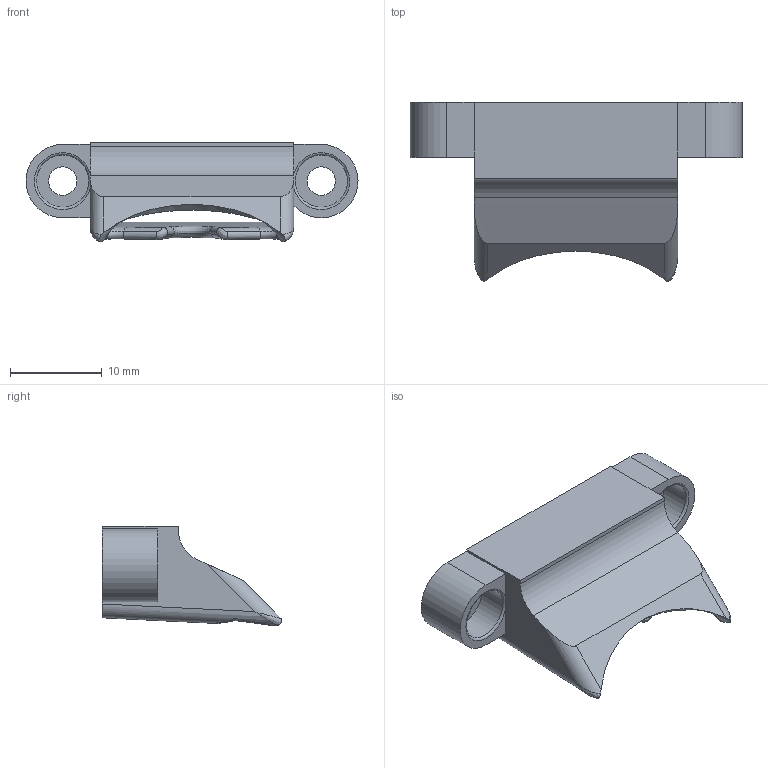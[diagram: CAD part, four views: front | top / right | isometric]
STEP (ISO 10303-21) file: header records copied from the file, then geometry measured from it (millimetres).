
FILE_DESCRIPTION(/* description */ (''),/* implementation_level */ '2;1');
FILE_NAME(/* name */ 'Planetary Vertical Liquid Nozzle.step',/* time_stamp */ '2020-12-05T05:07:43-05:00',/* author */ (''),/* organization */ (''),/* preprocessor_version */ 'ST-DEVELOPER v18.1',/* originating_system */ 'Autodesk Translation Framework v9.3.0.1241',/* authorisation */ '');
FILE_SCHEMA (('AUTOMOTIVE_DESIGN { 1 0 10303 214 3 1 1 }'));
Length unit declared in the file: millimetre
Products named in the file (1): Planetary Vertical Liquid Nozzle
Bounding box: 36.2 x 19.52 x 10.87 mm (x, y, z)
Volume: 1680.4 mm3; surface area: 2289.5 mm2
Topology: 1 solids, 1 shells, 77 faces, 210 edges, 132 vertices
Faces by surface type: bspline 27, cylinder 22, plane 19, torus 9
Full cylindrical faces by diameter (mm): 3.1 x2, 5.7 x2
Entity records: 3518 total; most frequent: CARTESIAN_POINT 1682, ORIENTED_EDGE 416, DIRECTION 323, EDGE_CURVE 208, VERTEX_POINT 132, AXIS2_PLACEMENT_3D 129, EDGE_LOOP 82, FACE_OUTER_BOUND 77
